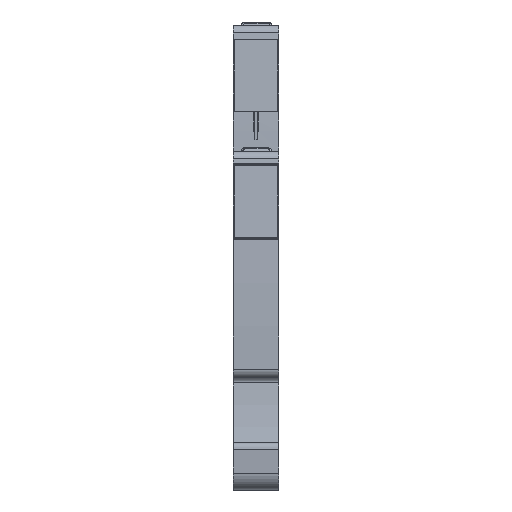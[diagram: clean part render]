
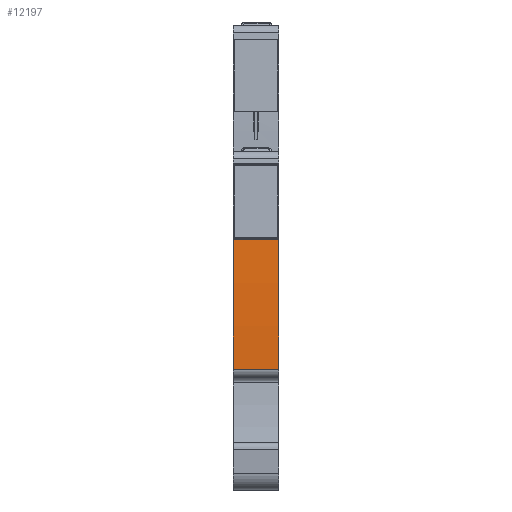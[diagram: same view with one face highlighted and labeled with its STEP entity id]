
A CAD part, front view. The second image highlights one B-rep face of the part: STEP entity #12197.
In plain terms, the highlighted cylindrical face has radius 154.9 mm (diameter 309.8 mm), a partial arc.
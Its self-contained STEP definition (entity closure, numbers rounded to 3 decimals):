
#11997=AXIS2_PLACEMENT_3D('Cylinder Axis2P3D',#11994,#11995,#11996) ;
#12174=AXIS2_PLACEMENT_3D('Circle Axis2P3D',#12172,#12173,$) ;
#12188=AXIS2_PLACEMENT_3D('Circle Axis2P3D',#12186,#12187,$) ;
#11994=CARTESIAN_POINT('Axis2P3D Location',(2.55,155.393,17.05)) ;
#12149=CARTESIAN_POINT('Vertex',(5.1,0.868,27.819)) ;
#12156=CARTESIAN_POINT('Vertex',(0.,0.868,27.819)) ;
#12159=CARTESIAN_POINT('Line Origine',(2.55,0.868,27.819)) ;
#12172=CARTESIAN_POINT('Axis2P3D Location',(0.,155.393,17.05)) ;
#12176=CARTESIAN_POINT('Vertex',(0.,0.535,13.427)) ;
#12179=CARTESIAN_POINT('Line Origine',(2.55,0.535,13.427)) ;
#12183=CARTESIAN_POINT('Vertex',(5.1,0.535,13.427)) ;
#12186=CARTESIAN_POINT('Axis2P3D Location',(5.1,155.393,17.05)) ;
#11995=DIRECTION('Axis2P3D Direction',(1.,0.,0.)) ;
#11996=DIRECTION('Axis2P3D XDirection',(0.,-0.992,0.127)) ;
#12160=DIRECTION('Vector Direction',(1.,0.,0.)) ;
#12173=DIRECTION('Axis2P3D Direction',(1.,0.,0.)) ;
#12180=DIRECTION('Vector Direction',(1.,0.,0.)) ;
#12187=DIRECTION('Axis2P3D Direction',(1.,0.,0.)) ;
#12161=VECTOR('Line Direction',#12160,1.) ;
#12181=VECTOR('Line Direction',#12180,1.) ;
#12192=ORIENTED_EDGE('',*,*,#12178,.T.) ;
#12193=ORIENTED_EDGE('',*,*,#12185,.T.) ;
#12194=ORIENTED_EDGE('',*,*,#12190,.F.) ;
#12195=ORIENTED_EDGE('',*,*,#12163,.F.) ;
#12197=ADVANCED_FACE('1471231-1-0.1\\Assembly MLD_S2T_2-5',(#12196),#11998,.T.) ;
#12175=CIRCLE('generated circle',#12174,154.9) ;
#12189=CIRCLE('generated circle',#12188,154.9) ;
#11998=CYLINDRICAL_SURFACE('generated cylinder',#11997,154.9) ;
#12163=EDGE_CURVE('',#12157,#12150,#12162,.T.) ;
#12178=EDGE_CURVE('',#12157,#12177,#12175,.T.) ;
#12185=EDGE_CURVE('',#12177,#12184,#12182,.T.) ;
#12190=EDGE_CURVE('',#12150,#12184,#12189,.T.) ;
#12191=EDGE_LOOP('',(#12192,#12193,#12194,#12195)) ;
#12196=FACE_OUTER_BOUND('',#12191,.T.) ;
#12162=LINE('Line',#12159,#12161) ;
#12182=LINE('Line',#12179,#12181) ;
#12150=VERTEX_POINT('',#12149) ;
#12157=VERTEX_POINT('',#12156) ;
#12177=VERTEX_POINT('',#12176) ;
#12184=VERTEX_POINT('',#12183) ;
